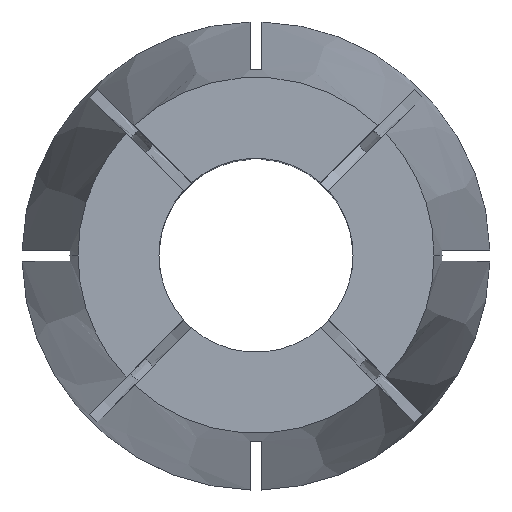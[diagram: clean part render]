
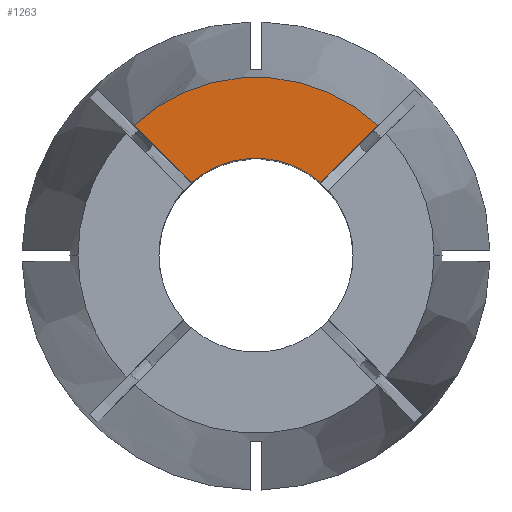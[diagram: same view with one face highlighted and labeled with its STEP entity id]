
A CAD part, top view. The second image highlights one B-rep face of the part: STEP entity #1263.
In plain terms, the highlighted planar face has unit normal (0, 0, 1).
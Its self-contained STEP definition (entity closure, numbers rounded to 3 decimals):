
#10 = EDGE_CURVE ( 'NONE', #2323, #887, #2618, .T. ) ;
#47 = ORIENTED_EDGE ( 'NONE', *, *, #10, .T. ) ;
#306 = VERTEX_POINT ( 'NONE', #2432 ) ;
#323 = CARTESIAN_POINT ( 'NONE',  ( -10.668, 11.376, 0. ) ) ;
#362 = CARTESIAN_POINT ( 'NONE',  ( 0., 0., 0. ) ) ;
#369 = DIRECTION ( 'NONE',  ( -1., 0., 0. ) ) ;
#373 = DIRECTION ( 'NONE',  ( 0., 0., -1. ) ) ;
#388 = PLANE ( 'NONE',  #1088 ) ;
#434 = DIRECTION ( 'NONE',  ( 0.707, 0.707, 0. ) ) ;
#443 = EDGE_CURVE ( 'NONE', #2412, #887, #1359, .T. ) ;
#637 = EDGE_LOOP ( 'NONE', ( #2107, #1453, #2104, #47 ) ) ;
#663 = CARTESIAN_POINT ( 'NONE',  ( 0., 0., 0. ) ) ;
#671 = DIRECTION ( 'NONE',  ( 0., 0., 1. ) ) ;
#677 = AXIS2_PLACEMENT_3D ( 'NONE', #663, #671, #790 ) ;
#790 = DIRECTION ( 'NONE',  ( 1., 0., 0. ) ) ;
#887 = VERTEX_POINT ( 'NONE', #1819 ) ;
#902 = CARTESIAN_POINT ( 'NONE',  ( 0.354, 0.354, 0. ) ) ;
#1088 = AXIS2_PLACEMENT_3D ( 'NONE', #362, #373, #369 ) ;
#1263 = ADVANCED_FACE ( 'NONE', ( #2439 ), #388, .F. ) ;
#1298 = VECTOR ( 'NONE', #434, 1000. ) ;
#1359 = CIRCLE ( 'NONE', #1517, 8.5 ) ;
#1390 = VECTOR ( 'NONE', #2698, 1000. ) ;
#1453 = ORIENTED_EDGE ( 'NONE', *, *, #2494, .T. ) ;
#1517 = AXIS2_PLACEMENT_3D ( 'NONE', #2877, #2200, #2164 ) ;
#1819 = CARTESIAN_POINT ( 'NONE',  ( -5.646, 6.354, 0. ) ) ;
#1833 = CIRCLE ( 'NONE', #677, 15.595 ) ;
#1920 = EDGE_CURVE ( 'NONE', #306, #2323, #1833, .T. ) ;
#1996 = CARTESIAN_POINT ( 'NONE',  ( -0.354, 0.354, 0. ) ) ;
#2104 = ORIENTED_EDGE ( 'NONE', *, *, #1920, .T. ) ;
#2107 = ORIENTED_EDGE ( 'NONE', *, *, #443, .F. ) ;
#2164 = DIRECTION ( 'NONE',  ( 1., 0., 0. ) ) ;
#2200 = DIRECTION ( 'NONE',  ( 0., 0., 1. ) ) ;
#2323 = VERTEX_POINT ( 'NONE', #323 ) ;
#2342 = CARTESIAN_POINT ( 'NONE',  ( 5.646, 6.354, 0. ) ) ;
#2412 = VERTEX_POINT ( 'NONE', #2342 ) ;
#2432 = CARTESIAN_POINT ( 'NONE',  ( 10.668, 11.376, 0. ) ) ;
#2439 = FACE_OUTER_BOUND ( 'NONE', #637, .T. ) ;
#2494 = EDGE_CURVE ( 'NONE', #2412, #306, #2526, .T. ) ;
#2526 = LINE ( 'NONE', #1996, #1298 ) ;
#2618 = LINE ( 'NONE', #902, #1390 ) ;
#2698 = DIRECTION ( 'NONE',  ( 0.707, -0.707, 0. ) ) ;
#2877 = CARTESIAN_POINT ( 'NONE',  ( 0., 0., 0. ) ) ;
